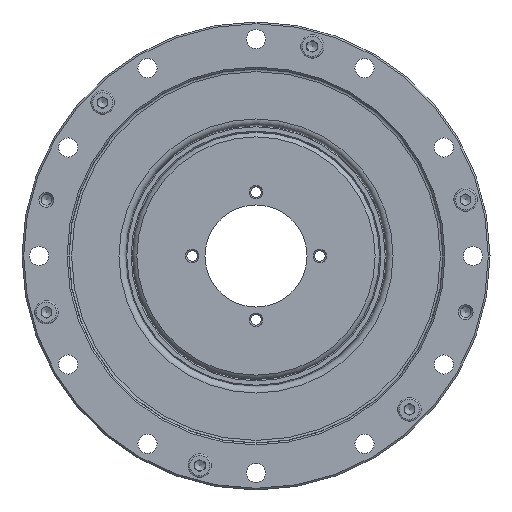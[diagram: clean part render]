
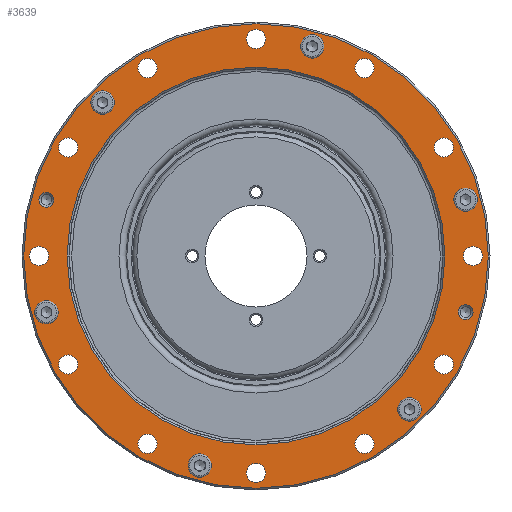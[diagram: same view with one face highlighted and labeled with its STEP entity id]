
A CAD part, front view. The second image highlights one B-rep face of the part: STEP entity #3639.
In plain terms, the highlighted face is planar.
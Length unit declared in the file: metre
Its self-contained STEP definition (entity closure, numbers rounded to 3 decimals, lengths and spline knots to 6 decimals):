
#451=CIRCLE('',#4104,0.0546);
#452=CIRCLE('',#4105,0.0444);
#453=CIRCLE('',#4106,0.00225);
#454=CIRCLE('',#4107,0.00225);
#455=CIRCLE('',#4108,0.00225);
#456=CIRCLE('',#4109,0.00225);
#457=CIRCLE('',#4110,0.00225);
#458=CIRCLE('',#4111,0.00225);
#459=CIRCLE('',#4112,0.00225);
#460=CIRCLE('',#4113,0.00225);
#461=CIRCLE('',#4114,0.00225);
#462=CIRCLE('',#4115,0.00225);
#463=CIRCLE('',#4116,0.00225);
#464=CIRCLE('',#4117,0.00225);
#465=CIRCLE('',#4118,0.00175);
#466=CIRCLE('',#4119,0.00175);
#467=CIRCLE('',#4120,0.00175);
#468=CIRCLE('',#4121,0.00175);
#898=ORIENTED_EDGE('',*,*,#1522,.T.);
#899=ORIENTED_EDGE('',*,*,#1523,.F.);
#900=ORIENTED_EDGE('',*,*,#1524,.T.);
#901=ORIENTED_EDGE('',*,*,#1525,.T.);
#902=ORIENTED_EDGE('',*,*,#1526,.T.);
#903=ORIENTED_EDGE('',*,*,#1527,.T.);
#904=ORIENTED_EDGE('',*,*,#1528,.T.);
#905=ORIENTED_EDGE('',*,*,#1529,.T.);
#906=ORIENTED_EDGE('',*,*,#1530,.T.);
#907=ORIENTED_EDGE('',*,*,#1531,.T.);
#908=ORIENTED_EDGE('',*,*,#1532,.T.);
#909=ORIENTED_EDGE('',*,*,#1533,.T.);
#910=ORIENTED_EDGE('',*,*,#1534,.T.);
#911=ORIENTED_EDGE('',*,*,#1535,.T.);
#912=ORIENTED_EDGE('',*,*,#1536,.T.);
#913=ORIENTED_EDGE('',*,*,#1537,.T.);
#914=ORIENTED_EDGE('',*,*,#1538,.T.);
#915=ORIENTED_EDGE('',*,*,#1539,.T.);
#1522=EDGE_CURVE('',#1864,#1864,#451,.T.);
#1523=EDGE_CURVE('',#1865,#1865,#452,.T.);
#1524=EDGE_CURVE('',#1866,#1866,#453,.T.);
#1525=EDGE_CURVE('',#1867,#1867,#454,.T.);
#1526=EDGE_CURVE('',#1868,#1868,#455,.T.);
#1527=EDGE_CURVE('',#1869,#1869,#456,.T.);
#1528=EDGE_CURVE('',#1870,#1870,#457,.T.);
#1529=EDGE_CURVE('',#1871,#1871,#458,.T.);
#1530=EDGE_CURVE('',#1872,#1872,#459,.T.);
#1531=EDGE_CURVE('',#1873,#1873,#460,.T.);
#1532=EDGE_CURVE('',#1874,#1874,#461,.T.);
#1533=EDGE_CURVE('',#1875,#1875,#462,.T.);
#1534=EDGE_CURVE('',#1876,#1876,#463,.T.);
#1535=EDGE_CURVE('',#1877,#1877,#464,.T.);
#1536=EDGE_CURVE('',#1878,#1878,#465,.T.);
#1537=EDGE_CURVE('',#1879,#1879,#466,.T.);
#1538=EDGE_CURVE('',#1880,#1880,#467,.T.);
#1539=EDGE_CURVE('',#1881,#1881,#468,.T.);
#1864=VERTEX_POINT('',#7289);
#1865=VERTEX_POINT('',#7291);
#1866=VERTEX_POINT('',#7293);
#1867=VERTEX_POINT('',#7295);
#1868=VERTEX_POINT('',#7297);
#1869=VERTEX_POINT('',#7299);
#1870=VERTEX_POINT('',#7301);
#1871=VERTEX_POINT('',#7303);
#1872=VERTEX_POINT('',#7305);
#1873=VERTEX_POINT('',#7307);
#1874=VERTEX_POINT('',#7309);
#1875=VERTEX_POINT('',#7311);
#1876=VERTEX_POINT('',#7313);
#1877=VERTEX_POINT('',#7315);
#1878=VERTEX_POINT('',#7317);
#1879=VERTEX_POINT('',#7319);
#1880=VERTEX_POINT('',#7321);
#1881=VERTEX_POINT('',#7323);
#2331=EDGE_LOOP('',(#898));
#2332=EDGE_LOOP('',(#899));
#2333=EDGE_LOOP('',(#900));
#2334=EDGE_LOOP('',(#901));
#2335=EDGE_LOOP('',(#902));
#2336=EDGE_LOOP('',(#903));
#2337=EDGE_LOOP('',(#904));
#2338=EDGE_LOOP('',(#905));
#2339=EDGE_LOOP('',(#906));
#2340=EDGE_LOOP('',(#907));
#2341=EDGE_LOOP('',(#908));
#2342=EDGE_LOOP('',(#909));
#2343=EDGE_LOOP('',(#910));
#2344=EDGE_LOOP('',(#911));
#2345=EDGE_LOOP('',(#912));
#2346=EDGE_LOOP('',(#913));
#2347=EDGE_LOOP('',(#914));
#2348=EDGE_LOOP('',(#915));
#2982=FACE_BOUND('',#2331,.T.);
#2983=FACE_BOUND('',#2332,.T.);
#2984=FACE_BOUND('',#2333,.T.);
#2985=FACE_BOUND('',#2334,.T.);
#2986=FACE_BOUND('',#2335,.T.);
#2987=FACE_BOUND('',#2336,.T.);
#2988=FACE_BOUND('',#2337,.T.);
#2989=FACE_BOUND('',#2338,.T.);
#2990=FACE_BOUND('',#2339,.T.);
#2991=FACE_BOUND('',#2340,.T.);
#2992=FACE_BOUND('',#2341,.T.);
#2993=FACE_BOUND('',#2342,.T.);
#2994=FACE_BOUND('',#2343,.T.);
#2995=FACE_BOUND('',#2344,.T.);
#2996=FACE_BOUND('',#2345,.T.);
#2997=FACE_BOUND('',#2346,.T.);
#2998=FACE_BOUND('',#2347,.T.);
#2999=FACE_BOUND('',#2348,.T.);
#3547=PLANE('',#4103);
#3639=ADVANCED_FACE('',(#2982,#2983,#2984,#2985,#2986,#2987,#2988,#2989,
#2990,#2991,#2992,#2993,#2994,#2995,#2996,#2997,#2998,#2999),#3547,.F.);
#4103=AXIS2_PLACEMENT_3D('',#7287,#4902,#4903);
#4104=AXIS2_PLACEMENT_3D('',#7288,#4904,#4905);
#4105=AXIS2_PLACEMENT_3D('',#7290,#4906,#4907);
#4106=AXIS2_PLACEMENT_3D('',#7292,#4908,#4909);
#4107=AXIS2_PLACEMENT_3D('',#7294,#4910,#4911);
#4108=AXIS2_PLACEMENT_3D('',#7296,#4912,#4913);
#4109=AXIS2_PLACEMENT_3D('',#7298,#4914,#4915);
#4110=AXIS2_PLACEMENT_3D('',#7300,#4916,#4917);
#4111=AXIS2_PLACEMENT_3D('',#7302,#4918,#4919);
#4112=AXIS2_PLACEMENT_3D('',#7304,#4920,#4921);
#4113=AXIS2_PLACEMENT_3D('',#7306,#4922,#4923);
#4114=AXIS2_PLACEMENT_3D('',#7308,#4924,#4925);
#4115=AXIS2_PLACEMENT_3D('',#7310,#4926,#4927);
#4116=AXIS2_PLACEMENT_3D('',#7312,#4928,#4929);
#4117=AXIS2_PLACEMENT_3D('',#7314,#4930,#4931);
#4118=AXIS2_PLACEMENT_3D('',#7316,#4932,#4933);
#4119=AXIS2_PLACEMENT_3D('',#7318,#4934,#4935);
#4120=AXIS2_PLACEMENT_3D('',#7320,#4936,#4937);
#4121=AXIS2_PLACEMENT_3D('',#7322,#4938,#4939);
#4902=DIRECTION('',(1.,0.,0.));
#4903=DIRECTION('',(0.,0.,-1.));
#4904=DIRECTION('',(-1.,0.,0.));
#4905=DIRECTION('',(0.,0.,1.));
#4906=DIRECTION('',(-1.,0.,0.));
#4907=DIRECTION('',(0.,0.,1.));
#4908=DIRECTION('',(1.,0.,0.));
#4909=DIRECTION('',(0.,0.,-1.));
#4910=DIRECTION('',(1.,0.,0.));
#4911=DIRECTION('',(0.,0.,-1.));
#4912=DIRECTION('',(1.,0.,0.));
#4913=DIRECTION('',(0.,0.,-1.));
#4914=DIRECTION('',(1.,0.,0.));
#4915=DIRECTION('',(0.,0.,-1.));
#4916=DIRECTION('',(1.,0.,0.));
#4917=DIRECTION('',(0.,0.,-1.));
#4918=DIRECTION('',(1.,0.,0.));
#4919=DIRECTION('',(0.,0.,-1.));
#4920=DIRECTION('',(1.,0.,0.));
#4921=DIRECTION('',(0.,0.,-1.));
#4922=DIRECTION('',(1.,0.,0.));
#4923=DIRECTION('',(0.,0.,-1.));
#4924=DIRECTION('',(1.,0.,0.));
#4925=DIRECTION('',(0.,0.,-1.));
#4926=DIRECTION('',(1.,0.,0.));
#4927=DIRECTION('',(0.,0.,-1.));
#4928=DIRECTION('',(1.,0.,0.));
#4929=DIRECTION('',(0.,0.,-1.));
#4930=DIRECTION('',(1.,0.,0.));
#4931=DIRECTION('',(0.,0.,-1.));
#4932=DIRECTION('',(1.,0.,0.));
#4933=DIRECTION('',(0.,0.,-1.));
#4934=DIRECTION('',(1.,0.,0.));
#4935=DIRECTION('',(0.,0.,-1.));
#4936=DIRECTION('',(1.,0.,0.));
#4937=DIRECTION('',(0.,0.,-1.));
#4938=DIRECTION('',(1.,0.,0.));
#4939=DIRECTION('',(0.,0.,-1.));
#7287=CARTESIAN_POINT('',(0.,0.0546,0.));
#7288=CARTESIAN_POINT('',(0.,0.,0.));
#7289=CARTESIAN_POINT('',(0.,0.,0.0546));
#7290=CARTESIAN_POINT('',(0.,0.,0.));
#7291=CARTESIAN_POINT('',(0.,0.,0.0444));
#7292=CARTESIAN_POINT('',(0.,0.,-0.051));
#7293=CARTESIAN_POINT('',(0.,0.,-0.05325));
#7294=CARTESIAN_POINT('',(0.,-0.0255,-0.044167));
#7295=CARTESIAN_POINT('',(0.,-0.0255,-0.046417));
#7296=CARTESIAN_POINT('',(0.,-0.044167,-0.0255));
#7297=CARTESIAN_POINT('',(0.,-0.044167,-0.02775));
#7298=CARTESIAN_POINT('',(0.,-0.051,0.));
#7299=CARTESIAN_POINT('',(0.,-0.051,-0.00225));
#7300=CARTESIAN_POINT('',(0.,-0.044167,0.0255));
#7301=CARTESIAN_POINT('',(0.,-0.044167,0.02325));
#7302=CARTESIAN_POINT('',(0.,-0.0255,0.044167));
#7303=CARTESIAN_POINT('',(0.,-0.0255,0.041917));
#7304=CARTESIAN_POINT('',(0.,0.,0.051));
#7305=CARTESIAN_POINT('',(0.,0.,0.04875));
#7306=CARTESIAN_POINT('',(0.,0.0255,0.044167));
#7307=CARTESIAN_POINT('',(0.,0.0255,0.041917));
#7308=CARTESIAN_POINT('',(0.,0.044167,0.0255));
#7309=CARTESIAN_POINT('',(0.,0.044167,0.02325));
#7310=CARTESIAN_POINT('',(0.,0.051,0.));
#7311=CARTESIAN_POINT('',(0.,0.051,-0.00225));
#7312=CARTESIAN_POINT('',(0.,0.044167,-0.0255));
#7313=CARTESIAN_POINT('',(0.,0.044167,-0.02775));
#7314=CARTESIAN_POINT('',(0.,0.0255,-0.044167));
#7315=CARTESIAN_POINT('',(0.,0.0255,-0.046417));
#7316=CARTESIAN_POINT('',(0.,0.036062,-0.036062));
#7317=CARTESIAN_POINT('',(0.,0.036062,-0.037812));
#7318=CARTESIAN_POINT('',(0.,0.036062,0.036062));
#7319=CARTESIAN_POINT('',(0.,0.036062,0.034312));
#7320=CARTESIAN_POINT('',(0.,-0.036062,0.036062));
#7321=CARTESIAN_POINT('',(0.,-0.036062,0.034312));
#7322=CARTESIAN_POINT('',(0.,-0.036062,-0.036062));
#7323=CARTESIAN_POINT('',(0.,-0.036062,-0.037812));
